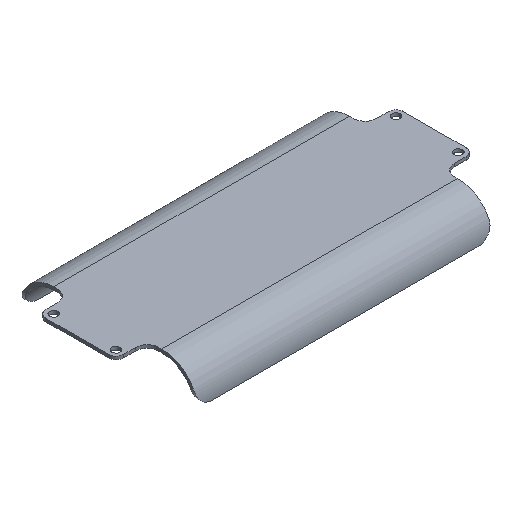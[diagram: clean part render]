
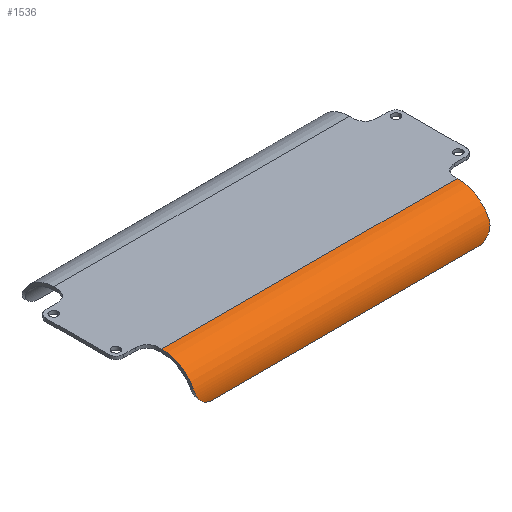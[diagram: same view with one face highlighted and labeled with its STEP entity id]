
A CAD part, isometric view. The second image highlights one B-rep face of the part: STEP entity #1536.
In plain terms, the highlighted cylindrical face has radius 22 mm (diameter 44 mm), a partial arc.
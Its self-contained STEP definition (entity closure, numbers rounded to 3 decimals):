
#174=CARTESIAN_POINT('Vertex',(-95.,-34.289,34.489)) ;
#177=CARTESIAN_POINT('Line Origine',(0.,-34.289,34.489)) ;
#181=CARTESIAN_POINT('Vertex',(95.,-34.289,34.489)) ;
#1145=CARTESIAN_POINT('Vertex',(-95.,-54.596,22.5)) ;
#1150=CARTESIAN_POINT('Axis2P3D Location',(-95.,-35.,12.5)) ;
#1194=CARTESIAN_POINT('Vertex',(-85.,-57.,12.5)) ;
#1198=CARTESIAN_POINT('Control Point',(-95.,-54.596,22.5)) ;
#1199=CARTESIAN_POINT('Control Point',(-95.,-55.156,21.402)) ;
#1200=CARTESIAN_POINT('Control Point',(-94.849,-55.64,20.264)) ;
#1201=CARTESIAN_POINT('Control Point',(-94.525,-56.031,19.116)) ;
#1202=CARTESIAN_POINT('Control Point',(-93.65,-56.537,17.209)) ;
#1203=CARTESIAN_POINT('Control Point',(-92.292,-56.801,15.569)) ;
#1204=CARTESIAN_POINT('Control Point',(-91.642,-56.875,14.944)) ;
#1205=CARTESIAN_POINT('Control Point',(-90.061,-56.981,13.733)) ;
#1206=CARTESIAN_POINT('Control Point',(-88.226,-57.,12.941)) ;
#1207=CARTESIAN_POINT('Control Point',(-87.168,-57.,12.647)) ;
#1208=CARTESIAN_POINT('Control Point',(-86.084,-57.,12.5)) ;
#1209=CARTESIAN_POINT('Control Point',(-85.,-57.,12.5)) ;
#1434=CARTESIAN_POINT('Axis2P3D Location',(95.,-35.,12.5)) ;
#1438=CARTESIAN_POINT('Vertex',(95.,-54.596,22.5)) ;
#1490=CARTESIAN_POINT('Line Origine',(0.,-57.,12.5)) ;
#1494=CARTESIAN_POINT('Vertex',(85.,-57.,12.5)) ;
#1509=CARTESIAN_POINT('Axis2P3D Location',(0.,-35.,12.5)) ;
#1515=CARTESIAN_POINT('Control Point',(95.,-54.596,22.5)) ;
#1516=CARTESIAN_POINT('Control Point',(95.,-55.156,21.402)) ;
#1517=CARTESIAN_POINT('Control Point',(94.849,-55.64,20.264)) ;
#1518=CARTESIAN_POINT('Control Point',(94.525,-56.031,19.116)) ;
#1519=CARTESIAN_POINT('Control Point',(93.65,-56.537,17.209)) ;
#1520=CARTESIAN_POINT('Control Point',(92.292,-56.801,15.569)) ;
#1521=CARTESIAN_POINT('Control Point',(91.642,-56.875,14.944)) ;
#1522=CARTESIAN_POINT('Control Point',(90.061,-56.981,13.733)) ;
#1523=CARTESIAN_POINT('Control Point',(88.226,-57.,12.941)) ;
#1524=CARTESIAN_POINT('Control Point',(87.168,-57.,12.647)) ;
#1525=CARTESIAN_POINT('Control Point',(86.084,-57.,12.5)) ;
#1526=CARTESIAN_POINT('Control Point',(85.,-57.,12.5)) ;
#178=DIRECTION('Vector Direction',(1.,0.,0.)) ;
#1151=DIRECTION('Axis2P3D Direction',(1.,0.,0.)) ;
#1435=DIRECTION('Axis2P3D Direction',(1.,0.,0.)) ;
#1491=DIRECTION('Vector Direction',(1.,0.,0.)) ;
#1510=DIRECTION('Axis2P3D Direction',(1.,0.,0.)) ;
#1511=DIRECTION('Axis2P3D XDirection',(0.,0.032,0.999)) ;
#1152=AXIS2_PLACEMENT_3D('Circle Axis2P3D',#1150,#1151,$) ;
#1436=AXIS2_PLACEMENT_3D('Circle Axis2P3D',#1434,#1435,$) ;
#1512=AXIS2_PLACEMENT_3D('Cylinder Axis2P3D',#1509,#1510,#1511) ;
#1529=ORIENTED_EDGE('',*,*,#1440,.F.) ;
#1530=ORIENTED_EDGE('',*,*,#183,.F.) ;
#1531=ORIENTED_EDGE('',*,*,#1154,.T.) ;
#1532=ORIENTED_EDGE('',*,*,#1210,.F.) ;
#1533=ORIENTED_EDGE('',*,*,#1496,.T.) ;
#1534=ORIENTED_EDGE('',*,*,#1527,.F.) ;
#179=VECTOR('Line Direction',#178,1.) ;
#1492=VECTOR('Line Direction',#1491,1.) ;
#1536=ADVANCED_FACE('PartBody',(#1535),#1513,.T.) ;
#1197=B_SPLINE_CURVE_WITH_KNOTS('',5,(#1198,#1199,#1200,#1201,#1202,#1203,#1204,#1205,#1206,#1207,#1208,#1209),.UNSPECIFIED.,.F.,.U.,(6,3,3,6),(0.,8.718,15.06,22.726),.UNSPECIFIED.) ;
#1514=B_SPLINE_CURVE_WITH_KNOTS('',5,(#1515,#1516,#1517,#1518,#1519,#1520,#1521,#1522,#1523,#1524,#1525,#1526),.UNSPECIFIED.,.F.,.U.,(6,3,3,6),(0.,8.718,15.06,22.726),.UNSPECIFIED.) ;
#1153=CIRCLE('generated circle',#1152,22.) ;
#1437=CIRCLE('generated circle',#1436,22.) ;
#1513=CYLINDRICAL_SURFACE('generated cylinder',#1512,22.) ;
#183=EDGE_CURVE('',#175,#182,#180,.T.) ;
#1154=EDGE_CURVE('',#175,#1146,#1153,.T.) ;
#1210=EDGE_CURVE('',#1195,#1146,#1197,.F.) ;
#1440=EDGE_CURVE('',#182,#1439,#1437,.T.) ;
#1496=EDGE_CURVE('',#1195,#1495,#1493,.T.) ;
#1527=EDGE_CURVE('',#1439,#1495,#1514,.T.) ;
#1528=EDGE_LOOP('',(#1529,#1530,#1531,#1532,#1533,#1534)) ;
#1535=FACE_OUTER_BOUND('',#1528,.T.) ;
#180=LINE('Line',#177,#179) ;
#1493=LINE('Line',#1490,#1492) ;
#175=VERTEX_POINT('',#174) ;
#182=VERTEX_POINT('',#181) ;
#1146=VERTEX_POINT('',#1145) ;
#1195=VERTEX_POINT('',#1194) ;
#1439=VERTEX_POINT('',#1438) ;
#1495=VERTEX_POINT('',#1494) ;
